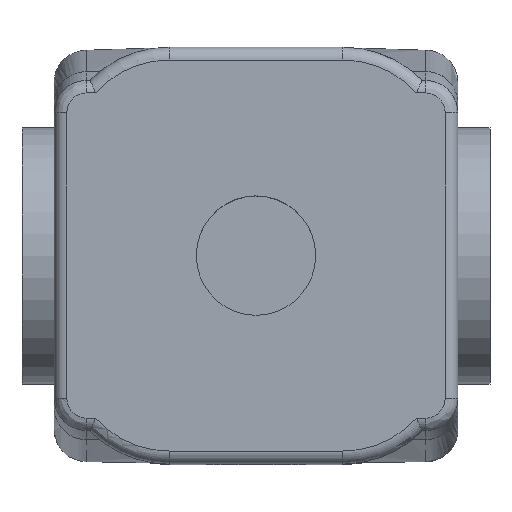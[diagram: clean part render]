
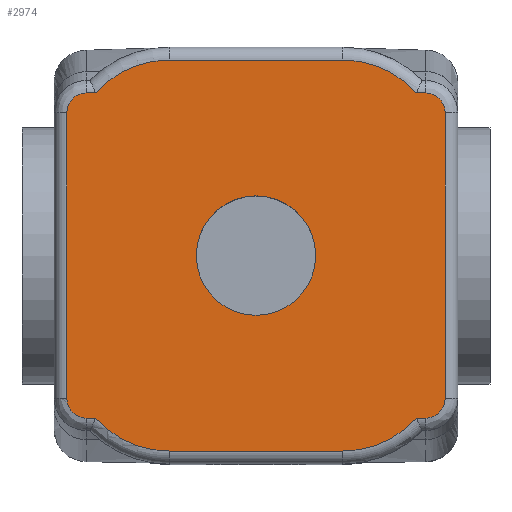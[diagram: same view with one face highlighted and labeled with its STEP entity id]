
A CAD part, top view. The second image highlights one B-rep face of the part: STEP entity #2974.
In plain terms, the highlighted planar face has unit normal (0, 0, 1).
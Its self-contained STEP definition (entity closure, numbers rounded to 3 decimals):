
#152=CARTESIAN_POINT('',(9.316,0.0,40.0));
#153=VERTEX_POINT('',#152);
#154=CARTESIAN_POINT('',(0.0,0.0,40.0));
#155=DIRECTION('',(0.0,0.0,-1.0));
#156=DIRECTION('',(1.0,0.0,0.0));
#157=AXIS2_PLACEMENT_3D('',#154,#155,#156);
#158=CIRCLE('',#157,9.316);
#159=EDGE_CURVE('',#153,#153,#158,.T.);
#1981=CARTESIAN_POINT('',(26.5,-25.359,40.0));
#1982=VERTEX_POINT('',#1981);
#1990=CARTESIAN_POINT('',(25.03,-25.359,40.0));
#1991=VERTEX_POINT('',#1990);
#1992=CARTESIAN_POINT('',(26.5,-25.359,40.0));
#1993=DIRECTION('',(-1.0,0.0,0.0));
#1994=VECTOR('',#1993,1.47);
#1995=LINE('',#1992,#1994);
#1996=EDGE_CURVE('',#1982,#1991,#1995,.T.);
#2061=CARTESIAN_POINT('',(29.5,-22.244,40.0));
#2062=VERTEX_POINT('',#2061);
#2070=CARTESIAN_POINT('',(29.5,-22.244,40.0));
#2071=CARTESIAN_POINT('',(29.5,-23.155,40.0));
#2072=CARTESIAN_POINT('',(28.788,-24.752,40.));
#2073=CARTESIAN_POINT('',(27.183,-25.359,40.0));
#2074=CARTESIAN_POINT('',(26.5,-25.359,40.0));
#2075=B_SPLINE_CURVE_WITH_KNOTS('',3,(#2070,#2071,#2072,#2073,#2074),.UNSPECIFIED.,.F.,.U.,(4,1,4),(0.0,0.273,0.478),.UNSPECIFIED.);
#2076=EDGE_CURVE('',#2062,#1982,#2075,.T.);
#2086=CARTESIAN_POINT('',(29.5,22.244,40.0));
#2087=VERTEX_POINT('',#2086);
#2095=CARTESIAN_POINT('',(29.5,22.244,40.0));
#2096=DIRECTION('',(0.0,-1.0,0.0));
#2097=VECTOR('',#2096,44.488);
#2098=LINE('',#2095,#2097);
#2099=EDGE_CURVE('',#2087,#2062,#2098,.T.);
#2139=CARTESIAN_POINT('',(26.5,25.359,40.0));
#2140=VERTEX_POINT('',#2139);
#2148=CARTESIAN_POINT('',(26.5,25.359,40.0));
#2149=CARTESIAN_POINT('',(27.182,25.359,40.0));
#2150=CARTESIAN_POINT('',(28.784,24.758,40.));
#2151=CARTESIAN_POINT('',(29.5,23.153,40.0));
#2152=CARTESIAN_POINT('',(29.5,22.244,40.0));
#2153=B_SPLINE_CURVE_WITH_KNOTS('',3,(#2148,#2149,#2150,#2151,#2152),.UNSPECIFIED.,.F.,.U.,(4,1,4),(0.0,0.205,0.477),.UNSPECIFIED.);
#2154=EDGE_CURVE('',#2140,#2087,#2153,.T.);
#2164=CARTESIAN_POINT('',(25.03,25.359,40.0));
#2165=VERTEX_POINT('',#2164);
#2166=CARTESIAN_POINT('',(25.03,25.359,40.0));
#2167=DIRECTION('',(1.0,0.0,0.0));
#2168=VECTOR('',#2167,1.47);
#2169=LINE('',#2166,#2168);
#2170=EDGE_CURVE('',#2165,#2140,#2169,.T.);
#2204=CARTESIAN_POINT('',(13.5,-30.5,40.0));
#2205=VERTEX_POINT('',#2204);
#2234=CARTESIAN_POINT('',(13.5,-15.0,40.0));
#2235=DIRECTION('',(0.0,0.0,-1.0));
#2236=DIRECTION('',(0.401,-0.916,0.0));
#2237=AXIS2_PLACEMENT_3D('',#2234,#2235,#2236);
#2238=CIRCLE('',#2237,15.5);
#2239=EDGE_CURVE('',#1991,#2205,#2238,.T.);
#2249=CARTESIAN_POINT('',(-13.5,-30.5,40.0));
#2250=VERTEX_POINT('',#2249);
#2267=CARTESIAN_POINT('',(13.5,-30.5,40.0));
#2268=DIRECTION('',(-1.0,0.0,0.0));
#2269=VECTOR('',#2268,27.0);
#2270=LINE('',#2267,#2269);
#2271=EDGE_CURVE('',#2205,#2250,#2270,.T.);
#2291=CARTESIAN_POINT('',(-25.03,-25.359,40.0));
#2292=VERTEX_POINT('',#2291);
#2293=CARTESIAN_POINT('',(-13.5,-15.0,40.0));
#2294=DIRECTION('',(0.0,0.0,-1.));
#2295=DIRECTION('',(-0.401,-0.916,0.0));
#2296=AXIS2_PLACEMENT_3D('',#2293,#2294,#2295);
#2297=CIRCLE('',#2296,15.5);
#2298=EDGE_CURVE('',#2250,#2292,#2297,.T.);
#2334=CARTESIAN_POINT('',(-26.5,25.359,40.0));
#2335=VERTEX_POINT('',#2334);
#2343=CARTESIAN_POINT('',(-25.03,25.359,40.0));
#2344=VERTEX_POINT('',#2343);
#2345=CARTESIAN_POINT('',(-26.5,25.359,40.0));
#2346=DIRECTION('',(1.0,0.0,0.0));
#2347=VECTOR('',#2346,1.47);
#2348=LINE('',#2345,#2347);
#2349=EDGE_CURVE('',#2335,#2344,#2348,.T.);
#2382=CARTESIAN_POINT('',(13.5,30.5,40.0));
#2383=VERTEX_POINT('',#2382);
#2401=CARTESIAN_POINT('',(-13.5,30.5,40.0));
#2402=VERTEX_POINT('',#2401);
#2410=CARTESIAN_POINT('',(-13.5,30.5,40.0));
#2411=DIRECTION('',(1.0,0.0,0.0));
#2412=VECTOR('',#2411,27.0);
#2413=LINE('',#2410,#2412);
#2414=EDGE_CURVE('',#2402,#2383,#2413,.T.);
#2424=CARTESIAN_POINT('',(-13.5,15.0,40.0));
#2425=DIRECTION('',(0.0,0.0,-1.));
#2426=DIRECTION('',(-0.401,0.916,0.0));
#2427=AXIS2_PLACEMENT_3D('',#2424,#2425,#2426);
#2428=CIRCLE('',#2427,15.5);
#2429=EDGE_CURVE('',#2344,#2402,#2428,.T.);
#2497=CARTESIAN_POINT('',(-29.5,22.244,40.0));
#2498=VERTEX_POINT('',#2497);
#2506=CARTESIAN_POINT('',(-29.5,22.244,40.0));
#2507=CARTESIAN_POINT('',(-29.5,22.927,40.0));
#2508=CARTESIAN_POINT('',(-29.127,24.069,40.));
#2509=CARTESIAN_POINT('',(-27.871,25.136,40.));
#2510=CARTESIAN_POINT('',(-26.955,25.359,40.0));
#2511=CARTESIAN_POINT('',(-26.5,25.359,40.0));
#2512=B_SPLINE_CURVE_WITH_KNOTS('',3,(#2506,#2507,#2508,#2509,#2510,#2511),.UNSPECIFIED.,.F.,.U.,(4,1,1,4),(0.0,0.205,0.341,0.478),.UNSPECIFIED.);
#2513=EDGE_CURVE('',#2498,#2335,#2512,.T.);
#2523=CARTESIAN_POINT('',(-29.5,-22.244,40.0));
#2524=VERTEX_POINT('',#2523);
#2532=CARTESIAN_POINT('',(-29.5,-22.244,40.0));
#2533=DIRECTION('',(0.0,1.0,0.0));
#2534=VECTOR('',#2533,44.488);
#2535=LINE('',#2532,#2534);
#2536=EDGE_CURVE('',#2524,#2498,#2535,.T.);
#2576=CARTESIAN_POINT('',(-26.5,-25.359,40.0));
#2577=VERTEX_POINT('',#2576);
#2585=CARTESIAN_POINT('',(-26.5,-25.359,40.0));
#2586=CARTESIAN_POINT('',(-27.182,-25.359,40.0));
#2587=CARTESIAN_POINT('',(-28.784,-24.758,40.));
#2588=CARTESIAN_POINT('',(-29.5,-23.153,40.0));
#2589=CARTESIAN_POINT('',(-29.5,-22.244,40.0));
#2590=B_SPLINE_CURVE_WITH_KNOTS('',3,(#2585,#2586,#2587,#2588,#2589),.UNSPECIFIED.,.F.,.U.,(4,1,4),(0.0,0.205,0.477),.UNSPECIFIED.);
#2591=EDGE_CURVE('',#2577,#2524,#2590,.T.);
#2601=CARTESIAN_POINT('',(-25.03,-25.359,40.0));
#2602=DIRECTION('',(-1.0,0.0,0.0));
#2603=VECTOR('',#2602,1.47);
#2604=LINE('',#2601,#2603);
#2605=EDGE_CURVE('',#2292,#2577,#2604,.T.);
#2633=CARTESIAN_POINT('',(13.5,15.0,40.0));
#2634=DIRECTION('',(0.0,0.0,-1.0));
#2635=DIRECTION('',(0.401,0.916,0.0));
#2636=AXIS2_PLACEMENT_3D('',#2633,#2634,#2635);
#2637=CIRCLE('',#2636,15.5);
#2638=EDGE_CURVE('',#2383,#2165,#2637,.T.);
#2948=CARTESIAN_POINT('',(0.,0.,40.0));
#2949=DIRECTION('',(0.0,0.0,1.0));
#2950=DIRECTION('',(1.0,0.0,0.0));
#2951=AXIS2_PLACEMENT_3D('',#2948,#2949,#2950);
#2952=PLANE('',#2951);
#2953=ORIENTED_EDGE('',*,*,#2414,.F.);
#2954=ORIENTED_EDGE('',*,*,#2429,.F.);
#2955=ORIENTED_EDGE('',*,*,#2349,.F.);
#2956=ORIENTED_EDGE('',*,*,#2513,.F.);
#2957=ORIENTED_EDGE('',*,*,#2536,.F.);
#2958=ORIENTED_EDGE('',*,*,#2591,.F.);
#2959=ORIENTED_EDGE('',*,*,#2605,.F.);
#2960=ORIENTED_EDGE('',*,*,#2298,.F.);
#2961=ORIENTED_EDGE('',*,*,#2271,.F.);
#2962=ORIENTED_EDGE('',*,*,#2239,.F.);
#2963=ORIENTED_EDGE('',*,*,#1996,.F.);
#2964=ORIENTED_EDGE('',*,*,#2076,.F.);
#2965=ORIENTED_EDGE('',*,*,#2099,.F.);
#2966=ORIENTED_EDGE('',*,*,#2154,.F.);
#2967=ORIENTED_EDGE('',*,*,#2170,.F.);
#2968=ORIENTED_EDGE('',*,*,#2638,.F.);
#2969=EDGE_LOOP('',(#2953,#2954,#2955,#2956,#2957,#2958,#2959,#2960,#2961,#2962,#2963,#2964,#2965,#2966,#2967,#2968));
#2970=FACE_OUTER_BOUND('',#2969,.T.);
#2971=ORIENTED_EDGE('',*,*,#159,.T.);
#2972=EDGE_LOOP('',(#2971));
#2973=FACE_BOUND('',#2972,.T.);
#2974=ADVANCED_FACE('',(#2970,#2973),#2952,.T.);
